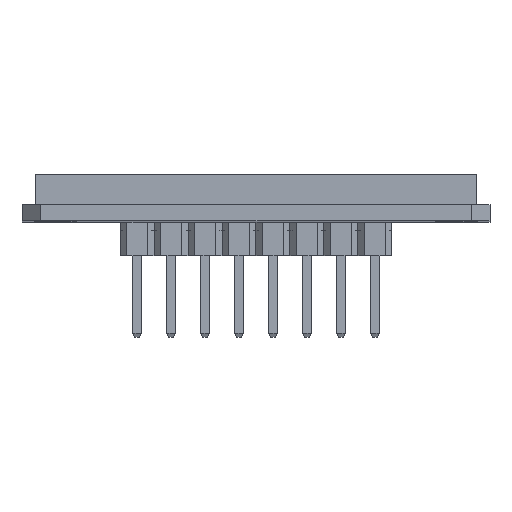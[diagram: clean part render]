
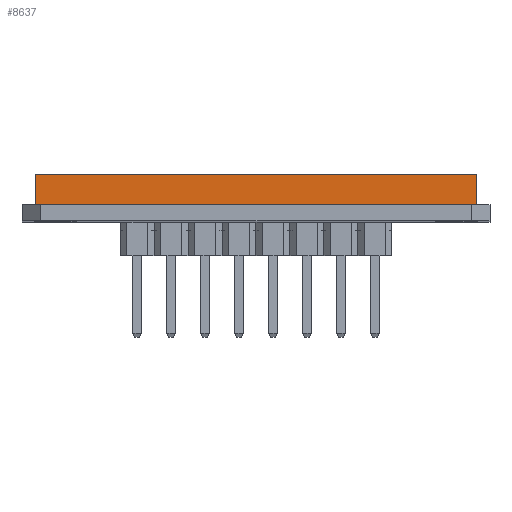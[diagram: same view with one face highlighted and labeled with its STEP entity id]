
A CAD part, top view. The second image highlights one B-rep face of the part: STEP entity #8637.
In plain terms, the highlighted free-form (B-spline) face has degree [1, 1] with [2, 2] control points.
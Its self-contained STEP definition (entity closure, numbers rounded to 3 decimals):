
#8614 = VERTEX_POINT('',#8615);
#8615 = CARTESIAN_POINT('',(14.68,1.068,
    21.131));
#8622 = VERTEX_POINT('',#8623);
#8623 = CARTESIAN_POINT('',(14.68,3.07,
    21.131));
#8628 = EDGE_CURVE('',#8614,#8622,#8629,.T.);
#8629 = B_SPLINE_CURVE_WITH_KNOTS('',1,(#8630,#8631),.UNSPECIFIED.,.F.,
  .F.,(2,2),(0.,2.25),.PIECEWISE_BEZIER_KNOTS.);
#8630 = CARTESIAN_POINT('',(14.68,1.068,
    21.131));
#8631 = CARTESIAN_POINT('',(14.68,3.07,
    21.131));
#8637 = ADVANCED_FACE('',(#8638),#8660,.T.);
#8638 = FACE_BOUND('',#8639,.T.);
#8639 = EDGE_LOOP('',(#8640,#8647,#8648,#8655));
#8640 = ORIENTED_EDGE('',*,*,#8641,.F.);
#8641 = EDGE_CURVE('',#8614,#8642,#8644,.T.);
#8642 = VERTEX_POINT('',#8643);
#8643 = CARTESIAN_POINT('',(-14.68,1.068,
    21.131));
#8644 = B_SPLINE_CURVE_WITH_KNOTS('',1,(#8645,#8646),.UNSPECIFIED.,.F.,
  .F.,(2,2),(-24.75,8.25),.PIECEWISE_BEZIER_KNOTS.);
#8645 = CARTESIAN_POINT('',(14.68,1.068,
    21.131));
#8646 = CARTESIAN_POINT('',(-14.68,1.068,
    21.131));
#8647 = ORIENTED_EDGE('',*,*,#8628,.T.);
#8648 = ORIENTED_EDGE('',*,*,#8649,.F.);
#8649 = EDGE_CURVE('',#8650,#8622,#8652,.T.);
#8650 = VERTEX_POINT('',#8651);
#8651 = CARTESIAN_POINT('',(-14.68,3.07,
    21.131));
#8652 = B_SPLINE_CURVE_WITH_KNOTS('',1,(#8653,#8654),.UNSPECIFIED.,.F.,
  .F.,(2,2),(0.,33.),.PIECEWISE_BEZIER_KNOTS.);
#8653 = CARTESIAN_POINT('',(-14.68,3.07,
    21.131));
#8654 = CARTESIAN_POINT('',(14.68,3.07,
    21.131));
#8655 = ORIENTED_EDGE('',*,*,#8656,.F.);
#8656 = EDGE_CURVE('',#8642,#8650,#8657,.T.);
#8657 = B_SPLINE_CURVE_WITH_KNOTS('',1,(#8658,#8659),.UNSPECIFIED.,.F.,
  .F.,(2,2),(0.,2.25),.PIECEWISE_BEZIER_KNOTS.);
#8658 = CARTESIAN_POINT('',(-14.68,1.068,
    21.131));
#8659 = CARTESIAN_POINT('',(-14.68,3.07,
    21.131));
#8660 = B_SPLINE_SURFACE_WITH_KNOTS('',1,1,(
    (#8661,#8662)
    ,(#8663,#8664
    )),.UNSPECIFIED.,.F.,.F.,.F.,(2,2),(2,2),(0.,33.),(0.,2.25),
  .PIECEWISE_BEZIER_KNOTS.);
#8661 = CARTESIAN_POINT('',(-14.68,1.068,
    21.131));
#8662 = CARTESIAN_POINT('',(-14.68,3.07,
    21.131));
#8663 = CARTESIAN_POINT('',(14.68,1.068,
    21.131));
#8664 = CARTESIAN_POINT('',(14.68,3.07,
    21.131));
